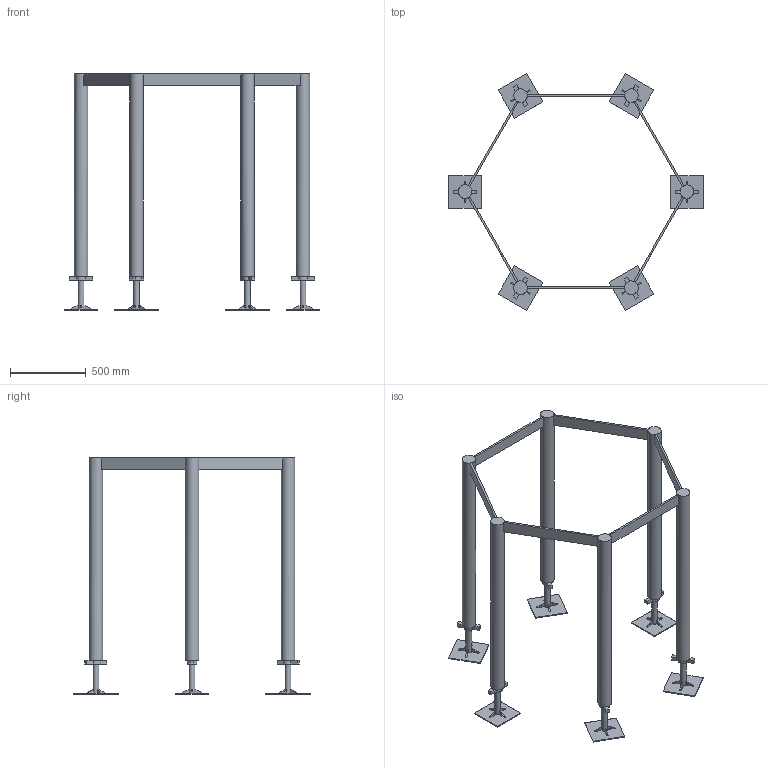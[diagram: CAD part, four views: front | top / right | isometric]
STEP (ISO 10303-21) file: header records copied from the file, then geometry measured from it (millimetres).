
FILE_DESCRIPTION(/* description */ ('STEP AP242','CAx-IF Rec.Pracs.---Representation and Presentation of Product Manufacturing Information (PMI)---4.0---2014-10-13','CAx-IF Rec.Pracs.---3D Tessellated Geometry---0.4---2014-09-14','2;1'),/* implementation_level */ '2;1');
FILE_NAME(/* name */ '61f6b86f1218122d01937d4e',/* time_stamp */ '2022-01-30T16:10:25+00:00',/* author */ (''),/* organization */ (''),/* preprocessor_version */ 'ST-DEVELOPER v18.101',/* originating_system */ ' ',/* authorisation */ ' ');
FILE_SCHEMA (('AP242_MANAGED_MODEL_BASED_3D_ENGINEERING_MIM_LF { 1 0 10303 442 1 1 4 }'));
Length unit declared in the file: metre
Products named in the file (1): stainless_outer_supports
Bounding box: 1678.18 x 1561.29 x 1555.75 mm (x, y, z)
Volume: 57405245.1 mm3; surface area: 3807664.8 mm2
Topology: 1 solids, 1 shells, 228 faces, 588 edges, 384 vertices
Faces by surface type: plane 180, cone 24, cylinder 24
Full cylindrical faces by diameter (mm): 38.1 x6, 88.9 x6
Entity records: 6774 total; most frequent: DIRECTION 1178, CARTESIAN_POINT 1165, ORIENTED_EDGE 1128, EDGE_CURVE 564, LINE 408, VECTOR 408, AXIS2_PLACEMENT_3D 385, VERTEX_POINT 372
